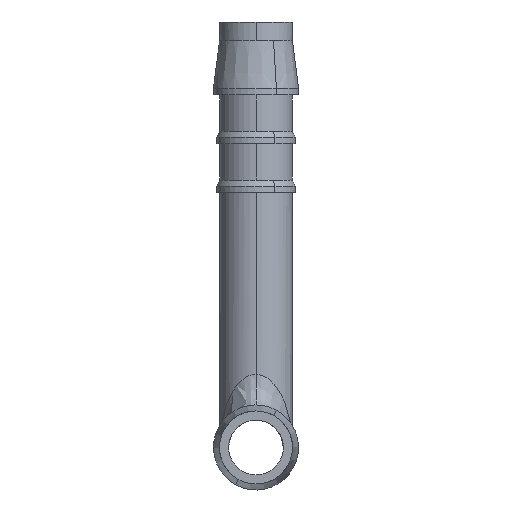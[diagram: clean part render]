
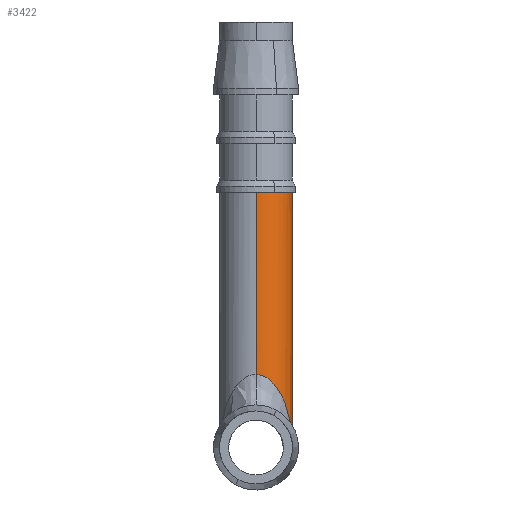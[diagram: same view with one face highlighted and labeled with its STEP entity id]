
A CAD part, left-side view. The second image highlights one B-rep face of the part: STEP entity #3422.
In plain terms, the highlighted cylindrical face has radius 3 mm (diameter 6 mm), a partial arc.
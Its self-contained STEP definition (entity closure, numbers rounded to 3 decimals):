
#266=CARTESIAN_POINT('Axis2P3D Location',(35.,0.,21.)) ;
#270=CARTESIAN_POINT('Vertex',(32.367,-1.438,21.)) ;
#272=CARTESIAN_POINT('Vertex',(38.,0.,21.)) ;
#286=CARTESIAN_POINT('Vertex',(32.,0.,21.)) ;
#289=CARTESIAN_POINT('Axis2P3D Location',(35.,0.,21.)) ;
#2208=CARTESIAN_POINT('Axis2P3D Location',(35.,0.,17.5)) ;
#2359=CARTESIAN_POINT('Vertex',(35.,-3.,0.)) ;
#2724=CARTESIAN_POINT('Control Point',(35.,-3.,0.)) ;
#2725=CARTESIAN_POINT('Control Point',(34.998,-3.,0.003)) ;
#2726=CARTESIAN_POINT('Control Point',(34.997,-3.,0.007)) ;
#2727=CARTESIAN_POINT('Control Point',(34.995,-3.,0.01)) ;
#2728=CARTESIAN_POINT('Control Point',(34.934,-3.,0.132)) ;
#2729=CARTESIAN_POINT('Control Point',(34.873,-2.998,0.254)) ;
#2730=CARTESIAN_POINT('Control Point',(34.814,-2.995,0.372)) ;
#2731=CARTESIAN_POINT('Control Point',(34.547,-2.975,0.905)) ;
#2732=CARTESIAN_POINT('Control Point',(34.281,-2.924,1.438)) ;
#2733=CARTESIAN_POINT('Control Point',(34.075,-2.866,1.85)) ;
#2734=CARTESIAN_POINT('Control Point',(33.733,-2.736,2.533)) ;
#2735=CARTESIAN_POINT('Control Point',(33.398,-2.543,3.204)) ;
#2736=CARTESIAN_POINT('Control Point',(33.265,-2.455,3.47)) ;
#2737=CARTESIAN_POINT('Control Point',(33.018,-2.267,3.963)) ;
#2738=CARTESIAN_POINT('Control Point',(32.781,-2.028,4.439)) ;
#2739=CARTESIAN_POINT('Control Point',(32.672,-1.904,4.656)) ;
#2740=CARTESIAN_POINT('Control Point',(32.51,-1.689,4.981)) ;
#2741=CARTESIAN_POINT('Control Point',(32.36,-1.432,5.279)) ;
#2742=CARTESIAN_POINT('Control Point',(32.31,-1.335,5.38)) ;
#2743=CARTESIAN_POINT('Control Point',(32.209,-1.118,5.581)) ;
#2744=CARTESIAN_POINT('Control Point',(32.124,-0.871,5.752)) ;
#2745=CARTESIAN_POINT('Control Point',(32.085,-0.731,5.831)) ;
#2746=CARTESIAN_POINT('Control Point',(32.037,-0.509,5.925)) ;
#2747=CARTESIAN_POINT('Control Point',(32.011,-0.273,5.978)) ;
#2748=CARTESIAN_POINT('Control Point',(32.005,-0.194,5.991)) ;
#2749=CARTESIAN_POINT('Control Point',(32.001,-0.107,5.998)) ;
#2750=CARTESIAN_POINT('Control Point',(32.,-0.02,6.)) ;
#2751=CARTESIAN_POINT('Control Point',(32.,-0.013,6.)) ;
#2752=CARTESIAN_POINT('Control Point',(32.,-0.007,6.)) ;
#2753=CARTESIAN_POINT('Control Point',(32.,0.,6.)) ;
#2754=CARTESIAN_POINT('Vertex',(32.,0.,6.)) ;
#3178=CARTESIAN_POINT('Vertex',(38.,0.,6.)) ;
#3332=CARTESIAN_POINT('Control Point',(38.,0.,6.)) ;
#3333=CARTESIAN_POINT('Control Point',(38.,-0.098,6.)) ;
#3334=CARTESIAN_POINT('Control Point',(37.996,-0.196,5.992)) ;
#3335=CARTESIAN_POINT('Control Point',(37.988,-0.293,5.976)) ;
#3336=CARTESIAN_POINT('Control Point',(37.958,-0.538,5.915)) ;
#3337=CARTESIAN_POINT('Control Point',(37.906,-0.766,5.811)) ;
#3338=CARTESIAN_POINT('Control Point',(37.867,-0.897,5.734)) ;
#3339=CARTESIAN_POINT('Control Point',(37.773,-1.165,5.546)) ;
#3340=CARTESIAN_POINT('Control Point',(37.66,-1.397,5.321)) ;
#3341=CARTESIAN_POINT('Control Point',(37.596,-1.513,5.191)) ;
#3342=CARTESIAN_POINT('Control Point',(37.436,-1.766,4.872)) ;
#3343=CARTESIAN_POINT('Control Point',(37.265,-1.977,4.529)) ;
#3344=CARTESIAN_POINT('Control Point',(37.163,-2.086,4.326)) ;
#3345=CARTESIAN_POINT('Control Point',(36.912,-2.328,3.824)) ;
#3346=CARTESIAN_POINT('Control Point',(36.651,-2.515,3.303)) ;
#3347=CARTESIAN_POINT('Control Point',(36.496,-2.609,2.993)) ;
#3348=CARTESIAN_POINT('Control Point',(36.133,-2.796,2.266)) ;
#3349=CARTESIAN_POINT('Control Point',(35.763,-2.914,1.527)) ;
#3350=CARTESIAN_POINT('Control Point',(35.552,-2.96,1.104)) ;
#3351=CARTESIAN_POINT('Control Point',(35.316,-2.991,0.632)) ;
#3352=CARTESIAN_POINT('Control Point',(35.08,-2.999,0.16)) ;
#3353=CARTESIAN_POINT('Control Point',(35.056,-3.,0.113)) ;
#3354=CARTESIAN_POINT('Control Point',(35.031,-3.,0.061)) ;
#3355=CARTESIAN_POINT('Control Point',(35.005,-3.,0.01)) ;
#3356=CARTESIAN_POINT('Control Point',(35.003,-3.,0.007)) ;
#3357=CARTESIAN_POINT('Control Point',(35.002,-3.,0.003)) ;
#3358=CARTESIAN_POINT('Control Point',(35.,-3.,0.)) ;
#3404=CARTESIAN_POINT('Line Origine',(32.,0.,17.5)) ;
#3409=CARTESIAN_POINT('Line Origine',(38.,0.,17.5)) ;
#267=DIRECTION('Axis2P3D Direction',(0.,0.,1.)) ;
#290=DIRECTION('Axis2P3D Direction',(0.,0.,1.)) ;
#2209=DIRECTION('Axis2P3D Direction',(0.,0.,1.)) ;
#2210=DIRECTION('Axis2P3D XDirection',(1.,0.,0.)) ;
#3405=DIRECTION('Vector Direction',(0.,0.,1.)) ;
#3410=DIRECTION('Vector Direction',(0.,0.,1.)) ;
#268=AXIS2_PLACEMENT_3D('Circle Axis2P3D',#266,#267,$) ;
#291=AXIS2_PLACEMENT_3D('Circle Axis2P3D',#289,#290,$) ;
#2211=AXIS2_PLACEMENT_3D('Cylinder Axis2P3D',#2208,#2209,#2210) ;
#3415=ORIENTED_EDGE('',*,*,#3408,.F.) ;
#3416=ORIENTED_EDGE('',*,*,#2756,.T.) ;
#3417=ORIENTED_EDGE('',*,*,#3359,.T.) ;
#3418=ORIENTED_EDGE('',*,*,#3413,.T.) ;
#3419=ORIENTED_EDGE('',*,*,#274,.F.) ;
#3420=ORIENTED_EDGE('',*,*,#293,.F.) ;
#3406=VECTOR('Line Direction',#3405,1.) ;
#3411=VECTOR('Line Direction',#3410,1.) ;
#3422=ADVANCED_FACE('PartBody',(#3421),#2212,.T.) ;
#2723=B_SPLINE_CURVE_WITH_KNOTS('',5,(#2724,#2725,#2726,#2727,#2728,#2729,#2730,#2731,#2732,#2733,#2734,#2735,#2736,#2737,#2738,#2739,#2740,#2741,#2742,#2743,#2744,#2745,#2746,#2747,#2748,#2749,#2750,#2751,#2752,#2753),.UNSPECIFIED.,.F.,.U.,(6,3,3,3,3,3,3,3,3,6),(0.,0.027,0.963,4.247,6.437,8.364,9.413,10.567,11.134,11.181),.UNSPECIFIED.) ;
#3331=B_SPLINE_CURVE_WITH_KNOTS('',5,(#3332,#3333,#3334,#3335,#3336,#3337,#3338,#3339,#3340,#3341,#3342,#3343,#3344,#3345,#3346,#3347,#3348,#3349,#3350,#3351,#3352,#3353,#3354,#3355,#3356,#3357,#3358),.UNSPECIFIED.,.F.,.U.,(6,3,3,3,3,3,3,3,6),(0.,0.694,1.793,3.101,4.881,7.422,10.776,11.153,11.18),.UNSPECIFIED.) ;
#269=CIRCLE('generated circle',#268,3.) ;
#292=CIRCLE('generated circle',#291,3.) ;
#2212=CYLINDRICAL_SURFACE('generated cylinder',#2211,3.) ;
#274=EDGE_CURVE('',#271,#273,#269,.T.) ;
#293=EDGE_CURVE('',#287,#271,#292,.T.) ;
#2756=EDGE_CURVE('',#2755,#2360,#2723,.F.) ;
#3359=EDGE_CURVE('',#2360,#3179,#3331,.F.) ;
#3408=EDGE_CURVE('',#2755,#287,#3407,.T.) ;
#3413=EDGE_CURVE('',#3179,#273,#3412,.T.) ;
#3414=EDGE_LOOP('',(#3415,#3416,#3417,#3418,#3419,#3420)) ;
#3421=FACE_OUTER_BOUND('',#3414,.T.) ;
#3407=LINE('Line',#3404,#3406) ;
#3412=LINE('Line',#3409,#3411) ;
#271=VERTEX_POINT('',#270) ;
#273=VERTEX_POINT('',#272) ;
#287=VERTEX_POINT('',#286) ;
#2360=VERTEX_POINT('',#2359) ;
#2755=VERTEX_POINT('',#2754) ;
#3179=VERTEX_POINT('',#3178) ;
